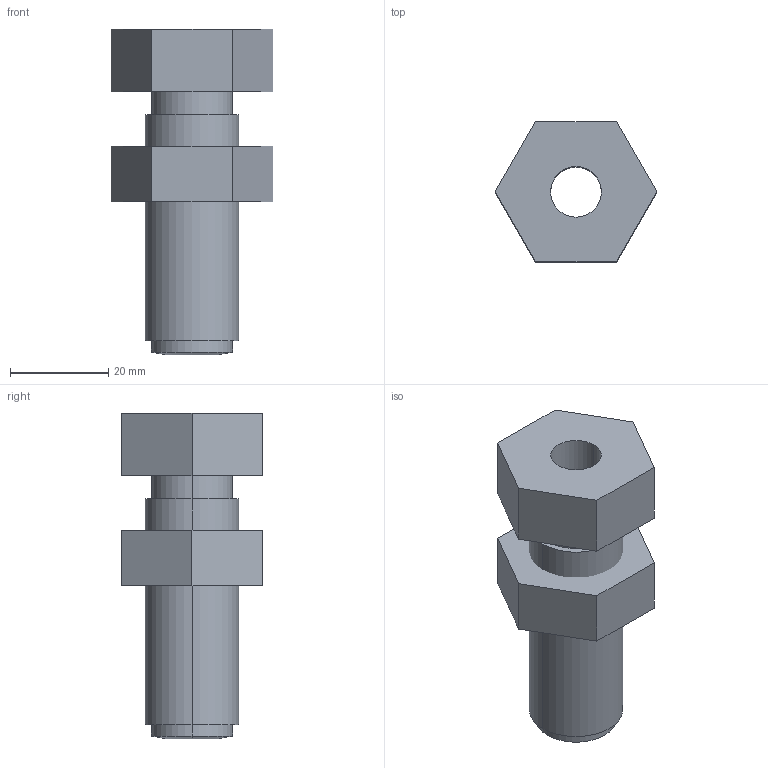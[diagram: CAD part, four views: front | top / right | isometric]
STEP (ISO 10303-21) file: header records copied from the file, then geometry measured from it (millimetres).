
FILE_DESCRIPTION((''),'2;1');
FILE_NAME('LJ7502.stp','2000-07-03T12:20:34',(''),(''),'AutoCAD STEP 2000','AutoCAD 2000',', , ');
FILE_SCHEMA(('CONFIG_CONTROL_DESIGN'));
Length unit declared in the file: inch
Bounding box: 33 x 28.57 x 66.32 mm (x, y, z)
Volume: 23441.6 mm3; surface area: 10596.4 mm2
Topology: 2 solids, 2 shells, 30 faces, 68 edges, 44 vertices
Faces by surface type: plane 18, cylinder 10, sphere 2
Entity records: 947 total; most frequent: DIRECTION 152, CARTESIAN_POINT 143, ORIENTED_EDGE 136, EDGE_CURVE 68, AXIS2_PLACEMENT_3D 53, VECTOR 46, LINE 46, VERTEX_POINT 44
